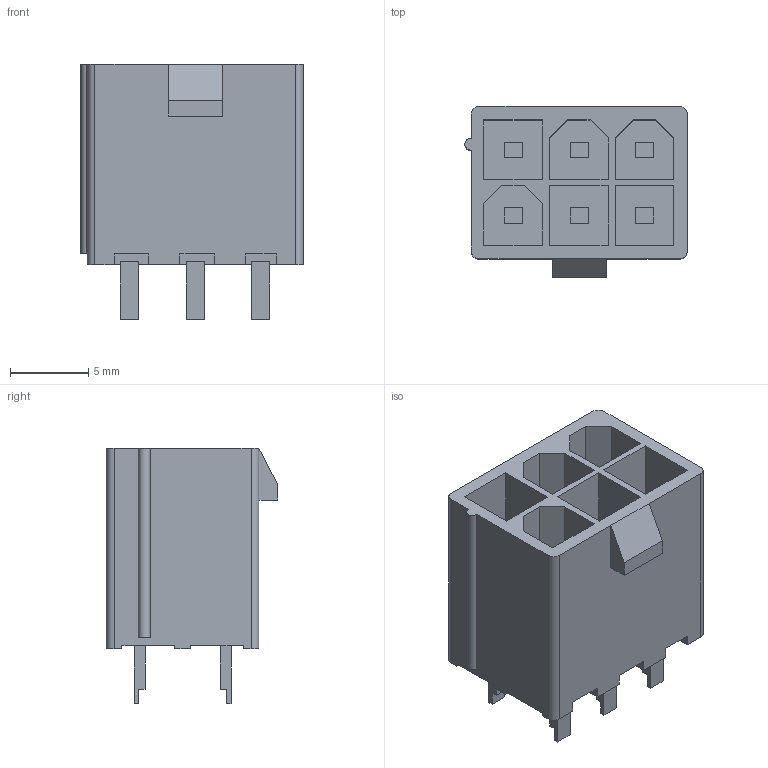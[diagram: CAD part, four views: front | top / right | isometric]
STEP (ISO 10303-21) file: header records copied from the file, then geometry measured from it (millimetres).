
FILE_DESCRIPTION((''),'2;1');
FILE_NAME('C-1586037-6','2008-04-28T',('workeradm'),('Tyco Electronics Corporation'),'PRO/ENGINEER BY PARAMETRIC TECHNOLOGY CORPORATION, 2005450','PRO/ENGINEER BY PARAMETRIC TECHNOLOGY CORPORATION, 2005450','');
FILE_SCHEMA(('CONFIG_CONTROL_DESIGN', 'GEOMETRIC_VALIDATION_PROPERTIES_MIM'));
Length unit declared in the file: millimetre
Products named in the file (1): C-1586037-6
Bounding box: 14.2 x 10.95 x 16.3 mm (x, y, z)
Volume: 967.3 mm3; surface area: 1950.8 mm2
Topology: 7 solids, 7 shells, 169 faces, 427 edges, 284 vertices
Faces by surface type: plane 164, cylinder 5
Entity records: 5092 total; most frequent: CARTESIAN_POINT 881, ORIENTED_EDGE 854, DIRECTION 775, EDGE_CURVE 427, VECTOR 417, LINE 417, VERTEX_POINT 284, EDGE_LOOP 181
